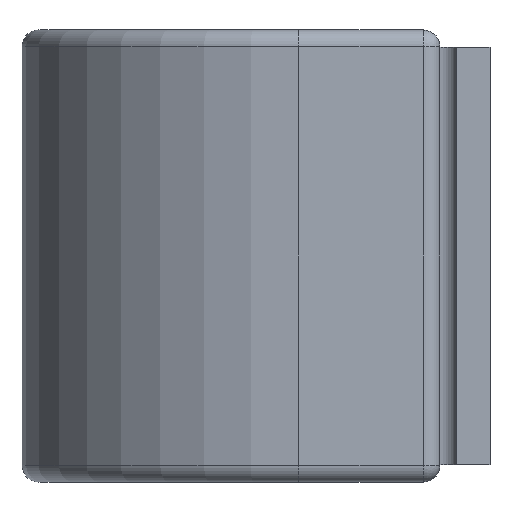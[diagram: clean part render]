
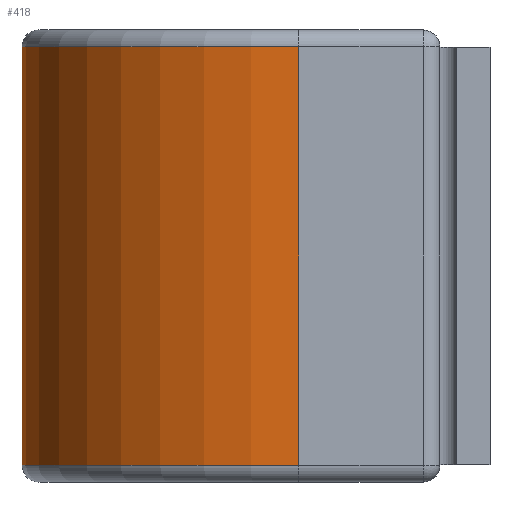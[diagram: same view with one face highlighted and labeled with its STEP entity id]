
A CAD part, left-side view. The second image highlights one B-rep face of the part: STEP entity #418.
In plain terms, the highlighted cylindrical face has radius 12.636 mm (diameter 25.273 mm), a partial arc.
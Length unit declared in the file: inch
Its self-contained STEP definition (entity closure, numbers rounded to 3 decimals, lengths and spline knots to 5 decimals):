
#74 = ORIENTED_EDGE ( 'NONE', *, *, #972, .T. ) ;
#81 = VECTOR ( 'NONE', #482, 39.37008 ) ;
#89 = DIRECTION ( 'NONE',  ( 1., 0., 0. ) ) ;
#95 = VERTEX_POINT ( 'NONE', #303 ) ;
#174 = ORIENTED_EDGE ( 'NONE', *, *, #995, .T. ) ;
#276 = VERTEX_POINT ( 'NONE', #1498 ) ;
#303 = CARTESIAN_POINT ( 'NONE',  ( 0.8145, 0.34375, -0.37625 ) ) ;
#418 = ADVANCED_FACE ( 'NONE', ( #1262 ), #1818, .T. ) ;
#442 = CARTESIAN_POINT ( 'NONE',  ( 1.312, 0.34375, 0.375 ) ) ;
#477 = CARTESIAN_POINT ( 'NONE',  ( 1.8095, 0.34375, -0.37625 ) ) ;
#482 = DIRECTION ( 'NONE',  ( 0., 0., 1. ) ) ;
#483 = EDGE_LOOP ( 'NONE', ( #1940, #174, #74, #556 ) ) ;
#505 = EDGE_CURVE ( 'NONE', #682, #276, #1302, .T. ) ;
#543 = DIRECTION ( 'NONE',  ( 0., 0., 1. ) ) ;
#556 = ORIENTED_EDGE ( 'NONE', *, *, #1584, .F. ) ;
#570 = AXIS2_PLACEMENT_3D ( 'NONE', #1925, #1007, #89 ) ;
#682 = VERTEX_POINT ( 'NONE', #477 ) ;
#700 = CARTESIAN_POINT ( 'NONE',  ( 1.312, 0.34375, 0.37625 ) ) ;
#776 = CARTESIAN_POINT ( 'NONE',  ( 0.8145, 0.34375, 0.37625 ) ) ;
#854 = DIRECTION ( 'NONE',  ( 1., 0., 0. ) ) ;
#921 = VECTOR ( 'NONE', #543, 39.37008 ) ;
#972 = EDGE_CURVE ( 'NONE', #95, #1224, #1330, .T. ) ;
#995 = EDGE_CURVE ( 'NONE', #682, #95, #1777, .T. ) ;
#1007 = DIRECTION ( 'NONE',  ( 0., 0., 1. ) ) ;
#1150 = AXIS2_PLACEMENT_3D ( 'NONE', #442, #1362, #1370 ) ;
#1224 = VERTEX_POINT ( 'NONE', #776 ) ;
#1250 = CARTESIAN_POINT ( 'NONE',  ( 1.8095, 0.34375, -0.37625 ) ) ;
#1262 = FACE_OUTER_BOUND ( 'NONE', #483, .T. ) ;
#1302 = LINE ( 'NONE', #1250, #81 ) ;
#1313 = CARTESIAN_POINT ( 'NONE',  ( 0.8145, 0.34375, -0.37625 ) ) ;
#1330 = LINE ( 'NONE', #1313, #921 ) ;
#1362 = DIRECTION ( 'NONE',  ( 0., 0., 1. ) ) ;
#1370 = DIRECTION ( 'NONE',  ( 1., 0., 0. ) ) ;
#1405 = CIRCLE ( 'NONE', #1947, 0.4975 ) ;
#1498 = CARTESIAN_POINT ( 'NONE',  ( 1.8095, 0.34375, 0.37625 ) ) ;
#1584 = EDGE_CURVE ( 'NONE', #276, #1224, #1405, .T. ) ;
#1761 = DIRECTION ( 'NONE',  ( 0., 0., 1. ) ) ;
#1777 = CIRCLE ( 'NONE', #570, 0.4975 ) ;
#1818 = CYLINDRICAL_SURFACE ( 'NONE', #1150, 0.4975 ) ;
#1925 = CARTESIAN_POINT ( 'NONE',  ( 1.312, 0.34375, -0.37625 ) ) ;
#1940 = ORIENTED_EDGE ( 'NONE', *, *, #505, .F. ) ;
#1947 = AXIS2_PLACEMENT_3D ( 'NONE', #700, #1761, #854 ) ;
